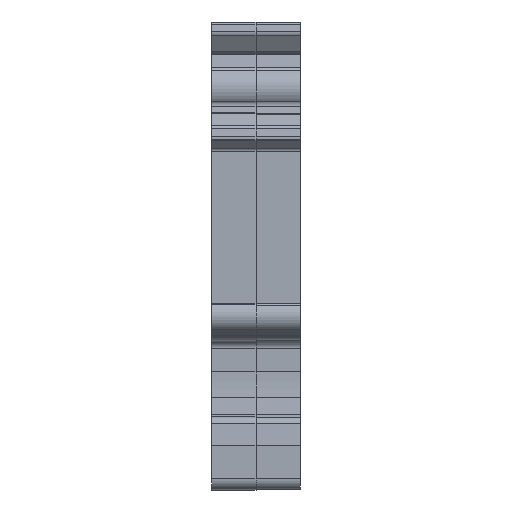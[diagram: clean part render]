
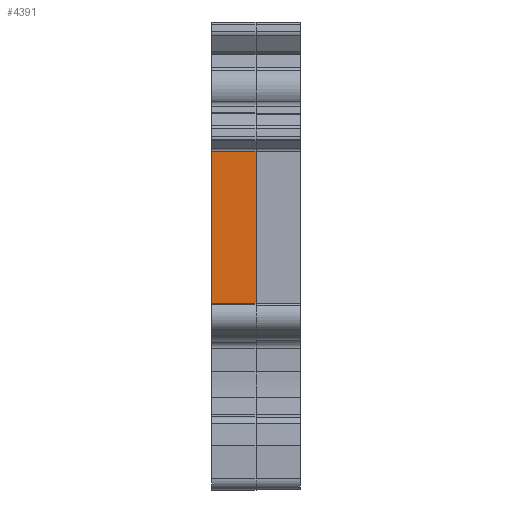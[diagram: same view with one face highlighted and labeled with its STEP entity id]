
A CAD part, left-side view. The second image highlights one B-rep face of the part: STEP entity #4391.
In plain terms, the highlighted planar face has unit normal (-1, 0, 0).
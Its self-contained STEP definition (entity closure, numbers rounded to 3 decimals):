
#283 = VECTOR ( 'NONE', #35201, 1000. ) ;
#974 = LINE ( 'NONE', #25376, #27734 ) ;
#2174 = ORIENTED_EDGE ( 'NONE', *, *, #31350, .F. ) ;
#4391 = ADVANCED_FACE ( 'NONE', ( #43445 ), #44129, .F. ) ;
#5719 = VERTEX_POINT ( 'NONE', #12309 ) ;
#8375 = VERTEX_POINT ( 'NONE', #44888 ) ;
#9922 = VERTEX_POINT ( 'NONE', #29549 ) ;
#10109 = LINE ( 'NONE', #21196, #283 ) ;
#12010 = DIRECTION ( 'NONE',  ( 0., -1., 0. ) ) ;
#12309 = CARTESIAN_POINT ( 'NONE',  ( -47.05, 4., 9.575 ) ) ;
#12599 = CARTESIAN_POINT ( 'NONE',  ( -47.05, 7.95, 23.288 ) ) ;
#12634 = CARTESIAN_POINT ( 'NONE',  ( -47.05, 8., 9.575 ) ) ;
#14248 = EDGE_CURVE ( 'NONE', #8375, #22108, #34276, .T. ) ;
#14811 = EDGE_LOOP ( 'NONE', ( #33876, #2174, #30817, #27537 ) ) ;
#18997 = AXIS2_PLACEMENT_3D ( 'NONE', #19091, #26187, #32891 ) ;
#19091 = CARTESIAN_POINT ( 'NONE',  ( -47.05, 7.95, 23.288 ) ) ;
#19592 = EDGE_CURVE ( 'NONE', #8375, #5719, #974, .T. ) ;
#20439 = LINE ( 'NONE', #12599, #42604 ) ;
#21158 = CARTESIAN_POINT ( 'NONE',  ( -47.05, 8., 23.288 ) ) ;
#21196 = CARTESIAN_POINT ( 'NONE',  ( -47.05, 4., 9.575 ) ) ;
#22108 = VERTEX_POINT ( 'NONE', #21158 ) ;
#25376 = CARTESIAN_POINT ( 'NONE',  ( -47.05, 7.95, 9.575 ) ) ;
#25847 = EDGE_CURVE ( 'NONE', #5719, #9922, #10109, .T. ) ;
#26187 = DIRECTION ( 'NONE',  ( 1., 0., 0. ) ) ;
#27089 = DIRECTION ( 'NONE',  ( 0., -1., 0. ) ) ;
#27537 = ORIENTED_EDGE ( 'NONE', *, *, #19592, .T. ) ;
#27734 = VECTOR ( 'NONE', #12010, 1000. ) ;
#29549 = CARTESIAN_POINT ( 'NONE',  ( -47.05, 4., 23.288 ) ) ;
#30817 = ORIENTED_EDGE ( 'NONE', *, *, #14248, .F. ) ;
#31350 = EDGE_CURVE ( 'NONE', #22108, #9922, #20439, .T. ) ;
#32891 = DIRECTION ( 'NONE',  ( 0., 0., -1. ) ) ;
#33876 = ORIENTED_EDGE ( 'NONE', *, *, #25847, .T. ) ;
#34276 = LINE ( 'NONE', #12634, #35745 ) ;
#35201 = DIRECTION ( 'NONE',  ( 0., 0., 1. ) ) ;
#35745 = VECTOR ( 'NONE', #44355, 1000. ) ;
#42604 = VECTOR ( 'NONE', #27089, 1000. ) ;
#43445 = FACE_OUTER_BOUND ( 'NONE', #14811, .T. ) ;
#44129 = PLANE ( 'NONE',  #18997 ) ;
#44355 = DIRECTION ( 'NONE',  ( 0., 0., 1. ) ) ;
#44888 = CARTESIAN_POINT ( 'NONE',  ( -47.05, 8., 9.575 ) ) ;
